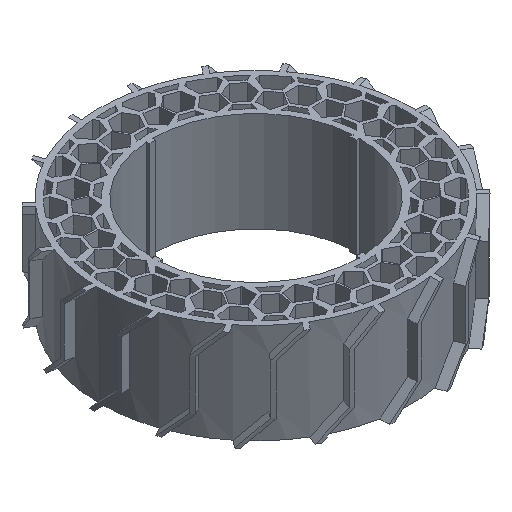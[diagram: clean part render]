
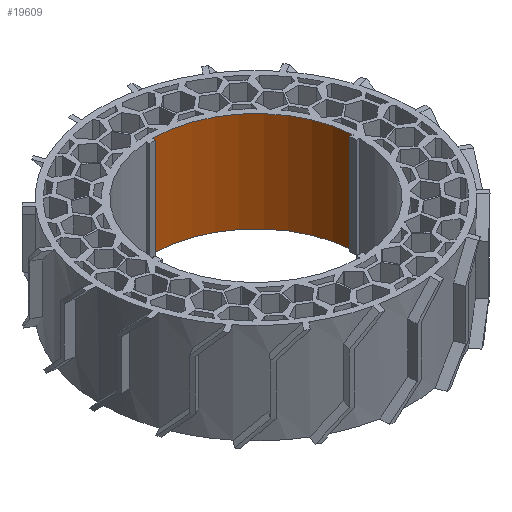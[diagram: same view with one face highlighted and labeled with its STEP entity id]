
A CAD part, isometric view. The second image highlights one B-rep face of the part: STEP entity #19609.
In plain terms, the highlighted cylindrical face has radius 54.077 mm (diameter 108.153 mm), a partial arc.
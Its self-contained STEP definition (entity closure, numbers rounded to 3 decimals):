
#1017 = CARTESIAN_POINT ( 'NONE',  ( 0., 54.077, 66.126 ) ) ;
#1482 = FACE_OUTER_BOUND ( 'NONE', #11574, .T. ) ;
#1538 = ORIENTED_EDGE ( 'NONE', *, *, #18249, .F. ) ;
#3463 = CIRCLE ( 'NONE', #19206, 54.077 ) ;
#4468 = VERTEX_POINT ( 'NONE', #19518 ) ;
#6463 = VERTEX_POINT ( 'NONE', #1017 ) ;
#7466 = CARTESIAN_POINT ( 'NONE',  ( 0., 54.077, 13.886 ) ) ;
#7583 = ORIENTED_EDGE ( 'NONE', *, *, #16920, .F. ) ;
#8172 = DIRECTION ( 'NONE',  ( 0., 0., -1. ) ) ;
#8607 = LINE ( 'NONE', #11670, #12167 ) ;
#8849 = DIRECTION ( 'NONE',  ( 0., 0., 1. ) ) ;
#10521 = CIRCLE ( 'NONE', #14317, 54.077 ) ;
#11574 = EDGE_LOOP ( 'NONE', ( #1538, #17843, #7583, #18359 ) ) ;
#11670 = CARTESIAN_POINT ( 'NONE',  ( 53.978, 3.265, 66.126 ) ) ;
#11791 = VERTEX_POINT ( 'NONE', #7466 ) ;
#12167 = VECTOR ( 'NONE', #17022, 1000. ) ;
#12414 = CARTESIAN_POINT ( 'NONE',  ( 0., 0., 13.886 ) ) ;
#12546 = CARTESIAN_POINT ( 'NONE',  ( 0., 0., 66.126 ) ) ;
#12651 = DIRECTION ( 'NONE',  ( -1., 0., 0. ) ) ;
#13594 = LINE ( 'NONE', #21397, #13873 ) ;
#13873 = VECTOR ( 'NONE', #18529, 1000. ) ;
#14317 = AXIS2_PLACEMENT_3D ( 'NONE', #12414, #19100, #14497 ) ;
#14497 = DIRECTION ( 'NONE',  ( 1., 0., 0. ) ) ;
#14508 = CARTESIAN_POINT ( 'NONE',  ( 53.978, 3.265, 66.126 ) ) ;
#16164 = CYLINDRICAL_SURFACE ( 'NONE', #17088, 54.077 ) ;
#16371 = CARTESIAN_POINT ( 'NONE',  ( 0., 0., 66.126 ) ) ;
#16863 = VERTEX_POINT ( 'NONE', #14508 ) ;
#16920 = EDGE_CURVE ( 'NONE', #11791, #6463, #13594, .T. ) ;
#17022 = DIRECTION ( 'NONE',  ( 0., 0., -1. ) ) ;
#17088 = AXIS2_PLACEMENT_3D ( 'NONE', #16371, #8172, #12651 ) ;
#17843 = ORIENTED_EDGE ( 'NONE', *, *, #19475, .T. ) ;
#18249 = EDGE_CURVE ( 'NONE', #16863, #4468, #8607, .T. ) ;
#18359 = ORIENTED_EDGE ( 'NONE', *, *, #21167, .F. ) ;
#18529 = DIRECTION ( 'NONE',  ( 0., 0., 1. ) ) ;
#19100 = DIRECTION ( 'NONE',  ( 0., 0., 1. ) ) ;
#19206 = AXIS2_PLACEMENT_3D ( 'NONE', #12546, #8849, #19233 ) ;
#19233 = DIRECTION ( 'NONE',  ( 1., 0., 0. ) ) ;
#19475 = EDGE_CURVE ( 'NONE', #16863, #6463, #3463, .T. ) ;
#19518 = CARTESIAN_POINT ( 'NONE',  ( 53.978, 3.265, 13.886 ) ) ;
#19609 = ADVANCED_FACE ( 'NONE', ( #1482 ), #16164, .F. ) ;
#21167 = EDGE_CURVE ( 'NONE', #4468, #11791, #10521, .T. ) ;
#21397 = CARTESIAN_POINT ( 'NONE',  ( 0., 54.077, 66.126 ) ) ;
